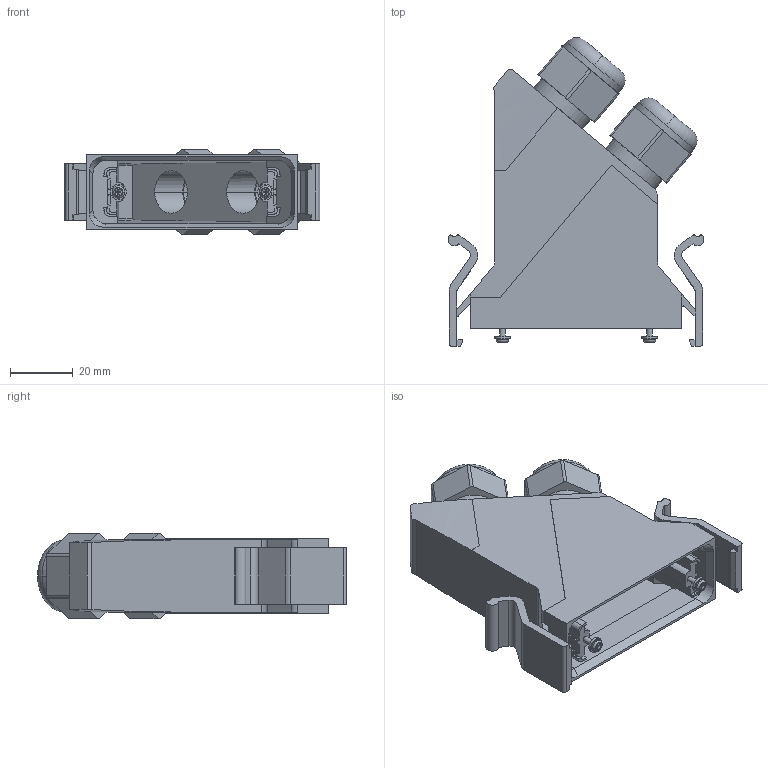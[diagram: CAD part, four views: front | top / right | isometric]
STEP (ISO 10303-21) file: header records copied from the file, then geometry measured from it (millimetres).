
FILE_DESCRIPTION(('Creo Elements/Direct Modeling STEP Export'),'2;1');
FILE_NAME('model.stp','2020-10-26T 9:56:42',(''),(''),'Creo Elements/Direct Modeling STEP processor for AP214 (Solid Model)','Creo Elements/Direct Modeling 20.1A 29-Sep-2018 (C) Parametric Technology GmbH','');
FILE_SCHEMA(('AUTOMOTIVE_DESIGN { 1 0 10303 214 1 1 1 1 }'));
Length unit declared in the file: millimetre
Products named in the file (2): VS-25-T-2M20
Assembly tree (1 placements, depth 2):
  VS-25-T-2M20
    VS-25-T-2M20
Bounding box: 81.74 x 98.64 x 27.17 mm (x, y, z)
Volume: 41106.4 mm3; surface area: 32849.8 mm2
Topology: 1 solids, 1 shells, 319 faces, 872 edges, 575 vertices
Faces by surface type: plane 183, cylinder 122, torus 8, extrusion 4, sphere 2
Entity records: 13014 total; most frequent: CARTESIAN_POINT 2460, ORIENTED_EDGE 1744, DIRECTION 1588, EDGE_CURVE 872, VERTEX_POINT 575, VECTOR 534, LINE 530, AXIS2_PLACEMENT_3D 527
